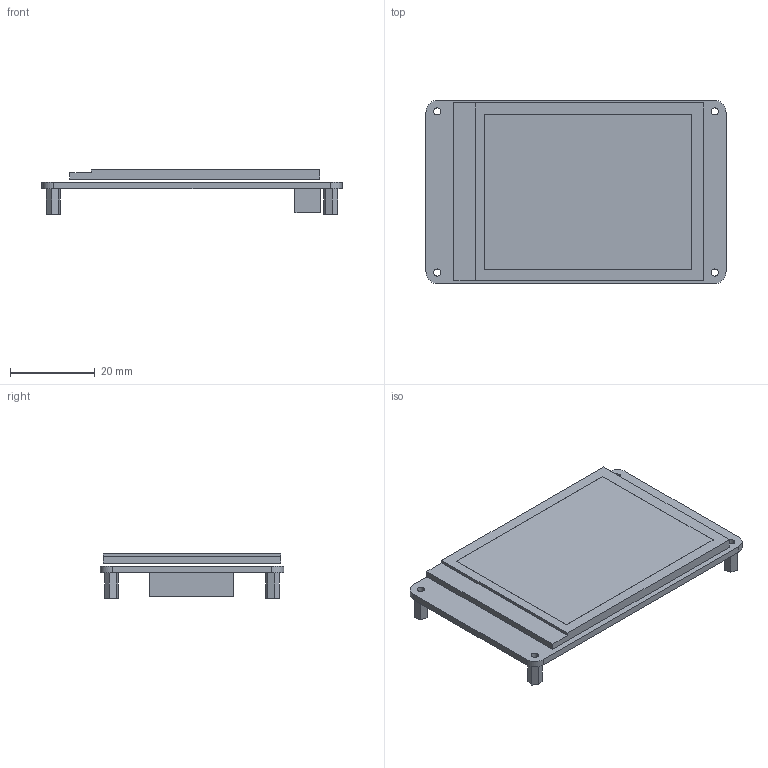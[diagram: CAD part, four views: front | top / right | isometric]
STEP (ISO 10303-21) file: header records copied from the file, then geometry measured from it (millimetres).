
FILE_DESCRIPTION((''),'2;1');
FILE_NAME('K01-2','2020-11-03T',('Administrator'),(''),'PRO/ENGINEER BY PARAMETRIC TECHNOLOGY CORPORATION, 2002350','PRO/ENGINEER BY PARAMETRIC TECHNOLOGY CORPORATION, 2002350','');
FILE_SCHEMA(('CONFIG_CONTROL_DESIGN'));
Length unit declared in the file: millimetre
Products named in the file (1): K01-2
Bounding box: 70.8 x 43.3 x 10.5 mm (x, y, z)
Volume: 10952.7 mm3; surface area: 12553.8 mm2
Topology: 2 solids, 2 shells, 64 faces, 162 edges, 108 vertices
Faces by surface type: plane 52, cylinder 12
Entity records: 1962 total; most frequent: CARTESIAN_POINT 334, ORIENTED_EDGE 324, DIRECTION 314, EDGE_CURVE 162, VECTOR 138, LINE 138, VERTEX_POINT 108, AXIS2_PLACEMENT_3D 88
